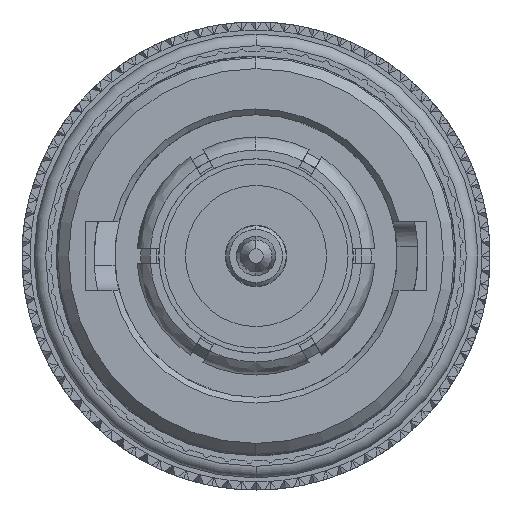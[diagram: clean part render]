
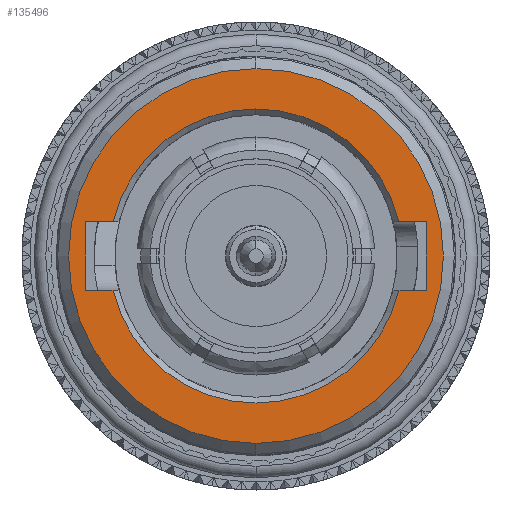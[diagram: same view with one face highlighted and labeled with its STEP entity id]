
A CAD part, left-side view. The second image highlights one B-rep face of the part: STEP entity #135496.
In plain terms, the highlighted face is planar.
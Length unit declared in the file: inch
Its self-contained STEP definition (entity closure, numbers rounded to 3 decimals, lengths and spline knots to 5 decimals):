
#685 = AXIS2_PLACEMENT_3D ( 'NONE', #88399, #96076, #177497 ) ;
#3143 = CIRCLE ( 'NONE', #156313, 0.202 ) ;
#7424 = LINE ( 'NONE', #8512, #131349 ) ;
#7521 = CARTESIAN_POINT ( 'NONE',  ( 0.047, 0.234, -0.973 ) ) ;
#7891 = LINE ( 'NONE', #125039, #38932 ) ;
#8512 = CARTESIAN_POINT ( 'NONE',  ( -0.047, -0.234, -0.973 ) ) ;
#9031 = CIRCLE ( 'NONE', #144374, 0.2575 ) ;
#11910 = CARTESIAN_POINT ( 'NONE',  ( 0., 0., -0.973 ) ) ;
#12319 = DIRECTION ( 'NONE',  ( 1., 0., 0. ) ) ;
#13888 = FACE_BOUND ( 'NONE', #217241, .T. ) ;
#16597 = VERTEX_POINT ( 'NONE', #65323 ) ;
#19444 = CARTESIAN_POINT ( 'NONE',  ( 0., 0., -0.973 ) ) ;
#21235 = VECTOR ( 'NONE', #214085, 39.37008 ) ;
#26628 = CARTESIAN_POINT ( 'NONE',  ( -0.202, 0., -0.973 ) ) ;
#28923 = EDGE_CURVE ( 'NONE', #16597, #189676, #188712, .T. ) ;
#29172 = CIRCLE ( 'NONE', #685, 0.202 ) ;
#31557 = VERTEX_POINT ( 'NONE', #146575 ) ;
#38932 = VECTOR ( 'NONE', #71555, 39.37008 ) ;
#40982 = DIRECTION ( 'NONE',  ( -1., 0., 0. ) ) ;
#43737 = EDGE_CURVE ( 'NONE', #16597, #89011, #167219, .T. ) ;
#47358 = CARTESIAN_POINT ( 'NONE',  ( 0.01901, 0.27184, -0.973 ) ) ;
#47972 = CARTESIAN_POINT ( 'NONE',  ( 0., 0., -0.973 ) ) ;
#51817 = VERTEX_POINT ( 'NONE', #89334 ) ;
#53721 = VECTOR ( 'NONE', #54836, 39.37008 ) ;
#54836 = DIRECTION ( 'NONE',  ( 0., -1., 0. ) ) ;
#56898 = LINE ( 'NONE', #127122, #21235 ) ;
#62980 = DIRECTION ( 'NONE',  ( 1., 0., 0. ) ) ;
#65323 = CARTESIAN_POINT ( 'NONE',  ( 0.047, 0.234, -0.973 ) ) ;
#68125 = VERTEX_POINT ( 'NONE', #130461 ) ;
#69644 = DIRECTION ( 'NONE',  ( -1., 0., 0. ) ) ;
#70501 = EDGE_CURVE ( 'NONE', #68125, #199891, #9031, .T. ) ;
#71555 = DIRECTION ( 'NONE',  ( 0., 1., 0. ) ) ;
#71813 = ORIENTED_EDGE ( 'NONE', *, *, #70501, .F. ) ;
#72371 = VECTOR ( 'NONE', #40982, 39.37008 ) ;
#72850 = VERTEX_POINT ( 'NONE', #109772 ) ;
#76549 = DIRECTION ( 'NONE',  ( 1., 0., 0. ) ) ;
#77808 = DIRECTION ( 'NONE',  ( 0., 0., 1. ) ) ;
#79963 = DIRECTION ( 'NONE',  ( 0., 0., -1. ) ) ;
#81959 = DIRECTION ( 'NONE',  ( 0., 0., 1. ) ) ;
#82573 = EDGE_CURVE ( 'NONE', #199891, #68125, #178972, .T. ) ;
#83492 = VERTEX_POINT ( 'NONE', #102222 ) ;
#84479 = ORIENTED_EDGE ( 'NONE', *, *, #119452, .F. ) ;
#88399 = CARTESIAN_POINT ( 'NONE',  ( 0., 0., -0.973 ) ) ;
#88940 = AXIS2_PLACEMENT_3D ( 'NONE', #19444, #136613, #69644 ) ;
#89011 = VERTEX_POINT ( 'NONE', #108600 ) ;
#89334 = CARTESIAN_POINT ( 'NONE',  ( -0.047, -0.234, -0.973 ) ) ;
#95009 = ORIENTED_EDGE ( 'NONE', *, *, #140459, .T. ) ;
#96076 = DIRECTION ( 'NONE',  ( 0., 0., 1. ) ) ;
#97810 = DIRECTION ( 'NONE',  ( -1., 0., 0. ) ) ;
#98483 = DIRECTION ( 'NONE',  ( 0., -1., 0. ) ) ;
#102222 = CARTESIAN_POINT ( 'NONE',  ( -0.047, 0.19646, -0.973 ) ) ;
#103984 = CARTESIAN_POINT ( 'NONE',  ( 0.047, 0.27184, -0.973 ) ) ;
#107490 = EDGE_CURVE ( 'NONE', #51817, #31557, #7891, .T. ) ;
#108600 = CARTESIAN_POINT ( 'NONE',  ( -0.047, 0.234, -0.973 ) ) ;
#109597 = VERTEX_POINT ( 'NONE', #26628 ) ;
#109772 = CARTESIAN_POINT ( 'NONE',  ( 0.047, -0.234, -0.973 ) ) ;
#112590 = ORIENTED_EDGE ( 'NONE', *, *, #107490, .F. ) ;
#113936 = ORIENTED_EDGE ( 'NONE', *, *, #43737, .T. ) ;
#117700 = ORIENTED_EDGE ( 'NONE', *, *, #208262, .T. ) ;
#117878 = EDGE_CURVE ( 'NONE', #51817, #72850, #7424, .T. ) ;
#118491 = LINE ( 'NONE', #183199, #135434 ) ;
#119452 = EDGE_CURVE ( 'NONE', #109597, #83492, #3143, .T. ) ;
#125039 = CARTESIAN_POINT ( 'NONE',  ( -0.047, 0.27184, -0.973 ) ) ;
#127122 = CARTESIAN_POINT ( 'NONE',  ( 0.047, 0.27184, -0.973 ) ) ;
#130461 = CARTESIAN_POINT ( 'NONE',  ( 0.2575, 0., -0.973 ) ) ;
#131349 = VECTOR ( 'NONE', #76549, 39.37008 ) ;
#135434 = VECTOR ( 'NONE', #98483, 39.37008 ) ;
#135496 = ADVANCED_FACE ( 'NONE', ( #13888, #215773 ), #180094, .F. ) ;
#136613 = DIRECTION ( 'NONE',  ( 0., 0., -1. ) ) ;
#138920 = EDGE_LOOP ( 'NONE', ( #71813, #193015 ) ) ;
#140459 = EDGE_CURVE ( 'NONE', #148215, #189676, #29172, .T. ) ;
#142452 = ORIENTED_EDGE ( 'NONE', *, *, #214595, .F. ) ;
#144374 = AXIS2_PLACEMENT_3D ( 'NONE', #148025, #77808, #146922 ) ;
#146575 = CARTESIAN_POINT ( 'NONE',  ( -0.047, -0.19646, -0.973 ) ) ;
#146922 = DIRECTION ( 'NONE',  ( 1., 0., 0. ) ) ;
#148025 = CARTESIAN_POINT ( 'NONE',  ( 0., 0., -0.973 ) ) ;
#148215 = VERTEX_POINT ( 'NONE', #219082 ) ;
#149883 = AXIS2_PLACEMENT_3D ( 'NONE', #47358, #81959, #62980 ) ;
#151150 = ORIENTED_EDGE ( 'NONE', *, *, #28923, .F. ) ;
#153987 = AXIS2_PLACEMENT_3D ( 'NONE', #47972, #165134, #12319 ) ;
#156313 = AXIS2_PLACEMENT_3D ( 'NONE', #11910, #79963, #97810 ) ;
#160226 = CIRCLE ( 'NONE', #88940, 0.202 ) ;
#165134 = DIRECTION ( 'NONE',  ( 0., 0., 1. ) ) ;
#167219 = LINE ( 'NONE', #7521, #72371 ) ;
#174455 = CARTESIAN_POINT ( 'NONE',  ( -0.2575, 0., -0.973 ) ) ;
#177497 = DIRECTION ( 'NONE',  ( -1., 0., 0. ) ) ;
#178972 = CIRCLE ( 'NONE', #153987, 0.2575 ) ;
#180094 = PLANE ( 'NONE',  #149883 ) ;
#182177 = ORIENTED_EDGE ( 'NONE', *, *, #117878, .T. ) ;
#183199 = CARTESIAN_POINT ( 'NONE',  ( -0.047, 0.234, -0.973 ) ) ;
#188712 = LINE ( 'NONE', #103984, #53721 ) ;
#189676 = VERTEX_POINT ( 'NONE', #213545 ) ;
#193015 = ORIENTED_EDGE ( 'NONE', *, *, #82573, .F. ) ;
#195082 = EDGE_CURVE ( 'NONE', #31557, #109597, #160226, .T. ) ;
#199891 = VERTEX_POINT ( 'NONE', #174455 ) ;
#208262 = EDGE_CURVE ( 'NONE', #89011, #83492, #118491, .T. ) ;
#213514 = ORIENTED_EDGE ( 'NONE', *, *, #195082, .F. ) ;
#213545 = CARTESIAN_POINT ( 'NONE',  ( 0.047, 0.19646, -0.973 ) ) ;
#214085 = DIRECTION ( 'NONE',  ( 0., -1., 0. ) ) ;
#214595 = EDGE_CURVE ( 'NONE', #148215, #72850, #56898, .T. ) ;
#215773 = FACE_OUTER_BOUND ( 'NONE', #138920, .T. ) ;
#217241 = EDGE_LOOP ( 'NONE', ( #213514, #112590, #182177, #142452, #95009, #151150, #113936, #117700, #84479 ) ) ;
#219082 = CARTESIAN_POINT ( 'NONE',  ( 0.047, -0.19646, -0.973 ) ) ;
